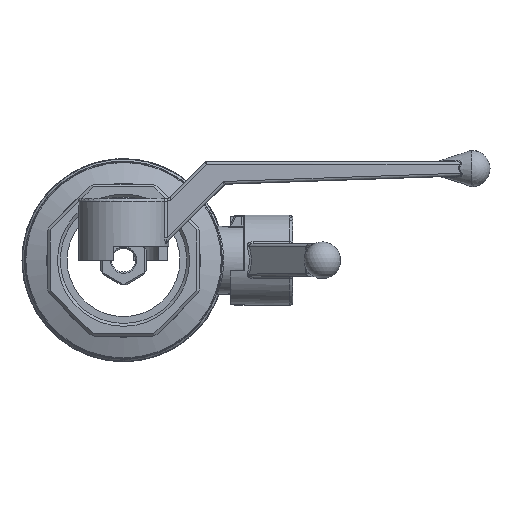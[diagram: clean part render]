
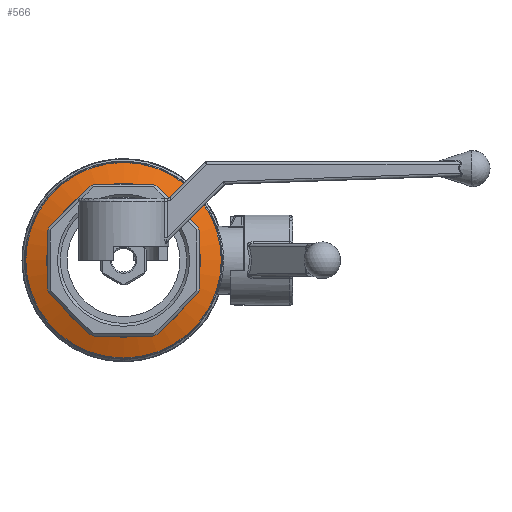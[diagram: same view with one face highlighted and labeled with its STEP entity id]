
A CAD part, front view. The second image highlights one B-rep face of the part: STEP entity #566.
In plain terms, the highlighted conical face has half-angle 69.444 degrees and reference radius 35 mm.
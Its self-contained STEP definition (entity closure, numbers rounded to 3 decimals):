
#566 = ADVANCED_FACE( '', ( #1240, #1241 ), #1242, .T. );
#1240 = FACE_OUTER_BOUND( '', #2764, .T. );
#1241 = FACE_BOUND( '', #2765, .T. );
#1242 = CONICAL_SURFACE( '', #2766, 35., 1.212 );
#2764 = EDGE_LOOP( '', ( #4857 ) );
#2765 = EDGE_LOOP( '', ( #4858 ) );
#2766 = AXIS2_PLACEMENT_3D( '', #4859, #4860, #4861 );
#4857 = ORIENTED_EDGE( '', *, *, #6233, .T. );
#4858 = ORIENTED_EDGE( '', *, *, #6234, .T. );
#4859 = CARTESIAN_POINT( '', ( 0., 39., 0. ) );
#4860 = DIRECTION( '', ( 0., 1., 0. ) );
#4861 = DIRECTION( '', ( 0., 0., 1. ) );
#6233 = EDGE_CURVE( '', #7341, #7341, #7342, .F. );
#6234 = EDGE_CURVE( '', #7343, #7343, #7344, .T. );
#7341 = VERTEX_POINT( '', #10339 );
#7342 = CIRCLE( '', #10340, 34.676 );
#7343 = VERTEX_POINT( '', #10341 );
#7344 = CIRCLE( '', #10342, 27.324 );
#10339 = CARTESIAN_POINT( '', ( 0., 38.878, 34.676 ) );
#10340 = AXIS2_PLACEMENT_3D( '', #11931, #11932, #11933 );
#10341 = CARTESIAN_POINT( '', ( 0., 36.122, 27.324 ) );
#10342 = AXIS2_PLACEMENT_3D( '', #11934, #11935, #11936 );
#11931 = CARTESIAN_POINT( '', ( 0., 38.878, 0. ) );
#11932 = DIRECTION( '', ( 0., 1., 0. ) );
#11933 = DIRECTION( '', ( 0., 0., 1. ) );
#11934 = CARTESIAN_POINT( '', ( 0., 36.122, 0. ) );
#11935 = DIRECTION( '', ( 0., 1., 0. ) );
#11936 = DIRECTION( '', ( 0., 0., 1. ) );
